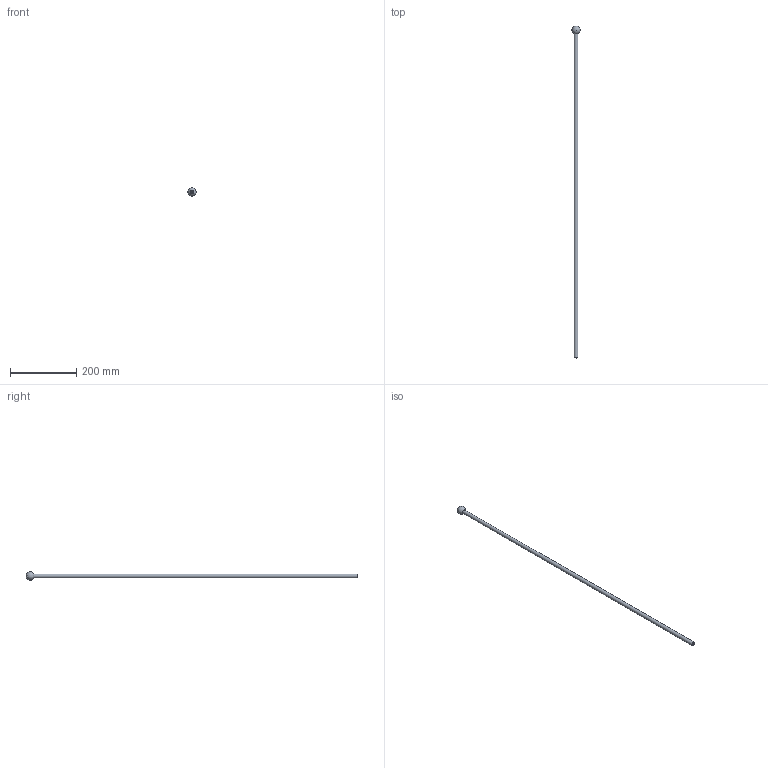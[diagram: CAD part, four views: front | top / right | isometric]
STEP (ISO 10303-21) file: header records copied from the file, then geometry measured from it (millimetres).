
FILE_DESCRIPTION (( 'STEP AP203' ), '1' );
FILE_NAME ('1306-IT.STEP', '2022-04-13T14:47:09', ( '' ), ( '' ), 'SwSTEP 2.0', 'SolidWorks 2018', '' );
FILE_SCHEMA (( 'CONFIG_CONTROL_DESIGN' ));
Length unit declared in the file: millimetre
Products named in the file (1): 1306-IT
Bounding box: 24.78 x 999.89 x 25 mm (x, y, z)
Volume: 118536.3 mm3; surface area: 38777.3 mm2
Topology: 1 solids, 1 shells, 228 faces, 618 edges, 412 vertices
Faces by surface type: plane 126, bspline 100, sphere 1, cylinder 1
Full cylindrical faces by diameter (mm): 12 x1
Entity records: 11713 total; most frequent: CARTESIAN_POINT 6593, ORIENTED_EDGE 1228, DIRECTION 674, EDGE_CURVE 614, VECTOR 412, LINE 412, VERTEX_POINT 410, EDGE_LOOP 250
